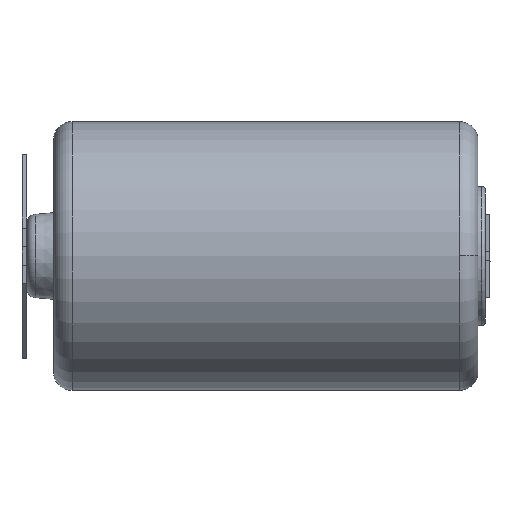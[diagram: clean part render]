
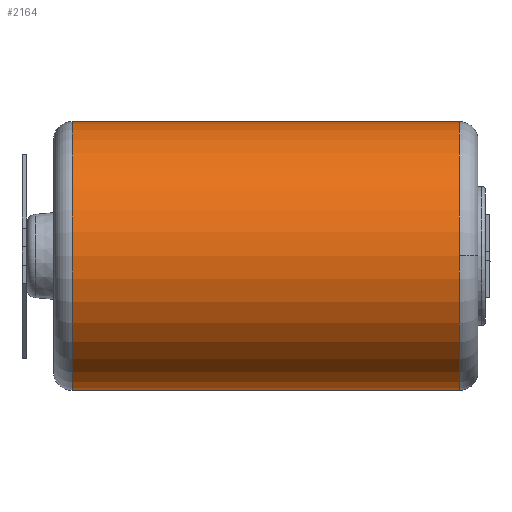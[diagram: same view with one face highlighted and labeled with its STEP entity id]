
A CAD part, top view. The second image highlights one B-rep face of the part: STEP entity #2164.
In plain terms, the highlighted cylindrical face has radius 7.25 mm (diameter 14.5 mm), a partial arc.
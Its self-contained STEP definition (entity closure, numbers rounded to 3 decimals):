
#164 = CARTESIAN_POINT ( 'NONE',  ( 21.9, 0., 0. ) ) ;
#230 = CIRCLE ( 'NONE', #2153, 7.25 ) ;
#273 = ORIENTED_EDGE ( 'NONE', *, *, #1709, .F. ) ;
#279 = CARTESIAN_POINT ( 'NONE',  ( 22.9, 0., 0. ) ) ;
#388 = CARTESIAN_POINT ( 'NONE',  ( 21.9, 0., -7.25 ) ) ;
#404 = EDGE_CURVE ( 'NONE', #876, #2444, #230, .T. ) ;
#514 = DIRECTION ( 'NONE',  ( 0., 0., 1. ) ) ;
#680 = CARTESIAN_POINT ( 'NONE',  ( 1., 0., -7.25 ) ) ;
#780 = DIRECTION ( 'NONE',  ( 1., 0., 0. ) ) ;
#785 = CIRCLE ( 'NONE', #2569, 7.25 ) ;
#866 = AXIS2_PLACEMENT_3D ( 'NONE', #2418, #1442, #514 ) ;
#873 = EDGE_CURVE ( 'NONE', #3031, #876, #2052, .T. ) ;
#876 = VERTEX_POINT ( 'NONE', #2178 ) ;
#904 = CARTESIAN_POINT ( 'NONE',  ( 22.9, 0., 7.25 ) ) ;
#1135 = LINE ( 'NONE', #904, #1908 ) ;
#1188 = CARTESIAN_POINT ( 'NONE',  ( 1., 0., 7.25 ) ) ;
#1247 = ORIENTED_EDGE ( 'NONE', *, *, #404, .T. ) ;
#1355 = DIRECTION ( 'NONE',  ( -1., 0., 0. ) ) ;
#1403 = CARTESIAN_POINT ( 'NONE',  ( 21.9, 0., 7.25 ) ) ;
#1442 = DIRECTION ( 'NONE',  ( -1., 0., 0. ) ) ;
#1540 = VECTOR ( 'NONE', #2773, 1000. ) ;
#1593 = ORIENTED_EDGE ( 'NONE', *, *, #873, .T. ) ;
#1709 = EDGE_CURVE ( 'NONE', #3031, #2061, #1135, .T. ) ;
#1720 = CARTESIAN_POINT ( 'NONE',  ( 1., 0., 0. ) ) ;
#1752 = DIRECTION ( 'NONE',  ( 0., 0., 1. ) ) ;
#1812 = CARTESIAN_POINT ( 'NONE',  ( 22.9, 0., -7.25 ) ) ;
#1908 = VECTOR ( 'NONE', #3012, 1000. ) ;
#2018 = AXIS2_PLACEMENT_3D ( 'NONE', #279, #2897, #1752 ) ;
#2032 = VERTEX_POINT ( 'NONE', #680 ) ;
#2052 = CIRCLE ( 'NONE', #866, 7.25 ) ;
#2061 = VERTEX_POINT ( 'NONE', #1188 ) ;
#2153 = AXIS2_PLACEMENT_3D ( 'NONE', #164, #1355, #2279 ) ;
#2164 = ADVANCED_FACE ( 'NONE', ( #2204 ), #2392, .T. ) ;
#2178 = CARTESIAN_POINT ( 'NONE',  ( 21.9, 7.25, 0. ) ) ;
#2204 = FACE_OUTER_BOUND ( 'NONE', #2270, .T. ) ;
#2237 = LINE ( 'NONE', #1812, #1540 ) ;
#2270 = EDGE_LOOP ( 'NONE', ( #1247, #2954, #2740, #273, #1593 ) ) ;
#2279 = DIRECTION ( 'NONE',  ( 0., 0., 1. ) ) ;
#2392 = CYLINDRICAL_SURFACE ( 'NONE', #2018, 7.25 ) ;
#2418 = CARTESIAN_POINT ( 'NONE',  ( 21.9, 0., 0. ) ) ;
#2444 = VERTEX_POINT ( 'NONE', #388 ) ;
#2569 = AXIS2_PLACEMENT_3D ( 'NONE', #1720, #780, #2888 ) ;
#2740 = ORIENTED_EDGE ( 'NONE', *, *, #2765, .T. ) ;
#2765 = EDGE_CURVE ( 'NONE', #2032, #2061, #785, .T. ) ;
#2773 = DIRECTION ( 'NONE',  ( -1., 0., 0. ) ) ;
#2888 = DIRECTION ( 'NONE',  ( 0., 0., 1. ) ) ;
#2897 = DIRECTION ( 'NONE',  ( -1., 0., 0. ) ) ;
#2934 = EDGE_CURVE ( 'NONE', #2444, #2032, #2237, .T. ) ;
#2954 = ORIENTED_EDGE ( 'NONE', *, *, #2934, .T. ) ;
#3012 = DIRECTION ( 'NONE',  ( -1., 0., 0. ) ) ;
#3031 = VERTEX_POINT ( 'NONE', #1403 ) ;
